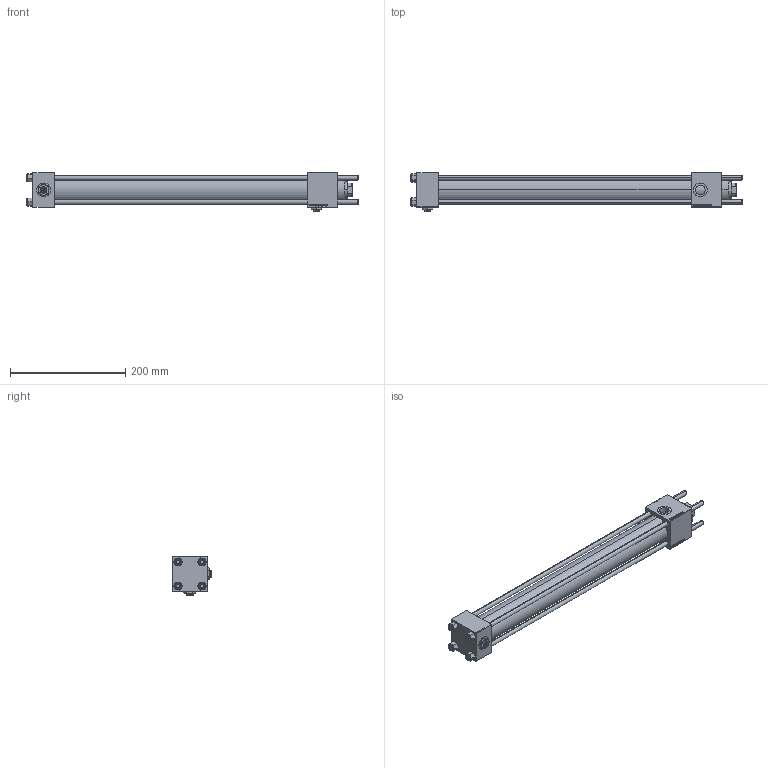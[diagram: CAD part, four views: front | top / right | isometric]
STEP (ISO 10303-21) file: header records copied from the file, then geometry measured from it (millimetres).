
FILE_DESCRIPTION (( 'STEP AP203' ), '1' );
FILE_NAME ('e036.STEP', '2025-10-17T06:44:27', ( '' ), ( '' ), 'SwSTEP 2.0', 'SolidWorks 2019', '' );
FILE_SCHEMA (( 'CONFIG_CONTROL_DESIGN' ));
Length unit declared in the file: millimetre
Products named in the file (7): V215_VC_A 07fab66daab6d75f5d1cd889b5c51072; e036; V215CR_VCP_B 07fab66daab6d75f5d1cd889b5c51072; V215CR_B-1 07fab66daab6d75f5d1cd889b5c51072; Zatka_pro_OIL_PORT 07fab66daab6d75f5d1cd889b5c51072; NUT_M5_B 07fab66daab6d75f5d1cd889b5c51072; V215CR_B_TYCINKA 07fab66daab6d75f5d1cd889b5c51072
Assembly tree (13 placements, depth 2):
  e036
    V215CR_B-1 07fab66daab6d75f5d1cd889b5c51072
    V215CR_VCP_B 07fab66daab6d75f5d1cd889b5c51072
    NUT_M5_B 07fab66daab6d75f5d1cd889b5c51072  x4
    V215CR_B_TYCINKA 07fab66daab6d75f5d1cd889b5c51072  x4
    V215_VC_A 07fab66daab6d75f5d1cd889b5c51072
    Zatka_pro_OIL_PORT 07fab66daab6d75f5d1cd889b5c51072  x2
Bounding box: 575 x 67 x 67 mm (x, y, z)
Volume: 896016.1 mm3; surface area: 297270 mm2
Topology: 13 solids, 13 shells, 1260 faces, 3172 edges, 2047 vertices
Faces by surface type: bspline 504, plane 480, cone 178, cylinder 90, torus 8
Entity records: 58895 total; most frequent: CARTESIAN_POINT 34678, ORIENTED_EDGE 5644, DIRECTION 3176, EDGE_CURVE 2822, VERTEX_POINT 1845, LINE 1494, VECTOR 1494, EDGE_LOOP 1229
